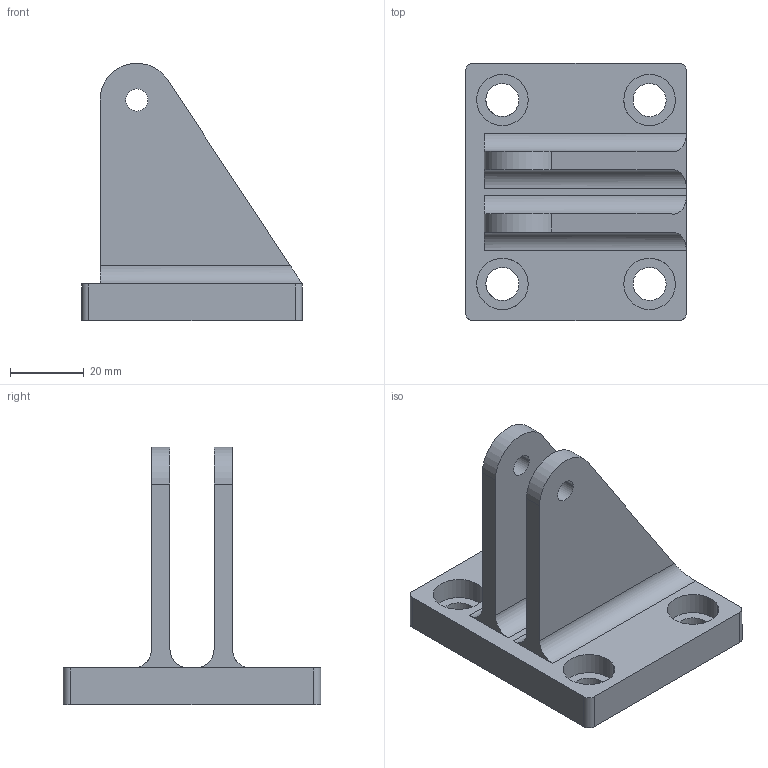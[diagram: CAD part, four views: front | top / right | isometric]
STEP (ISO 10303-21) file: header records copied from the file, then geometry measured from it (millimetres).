
FILE_DESCRIPTION(('CoCreate Modeling STEP Export'),'2;1');
FILE_NAME('m19.stp','2011-05-24T11:22:44',(''),(''),'CoCreate Modeling STEP processor for AP214 (Solid Model)','CoCreate Modeling 18.0P1120 20-Nov-2010 (C) Parametric Technology GmbH','');
FILE_SCHEMA(('AUTOMOTIVE_DESIGN { 1 0 10303 214 1 1 1 1 }'));
Length unit declared in the file: millimetre
Products named in the file (1): BODY_2____SOL3692_-_WSP_CHAPE_-.PRT
Bounding box: 60 x 70 x 69.99 mm (x, y, z)
Volume: 58990 mm3; surface area: 20816.6 mm2
Topology: 1 solids, 1 shells, 48 faces, 126 edges, 84 vertices
Faces by surface type: cylinder 30, plane 18
Entity records: 1440 total; most frequent: ORIENTED_EDGE 252, DIRECTION 240, CARTESIAN_POINT 235, EDGE_CURVE 126, AXIS2_PLACEMENT_3D 89, VERTEX_POINT 84, EDGE_LOOP 64, VECTOR 62
